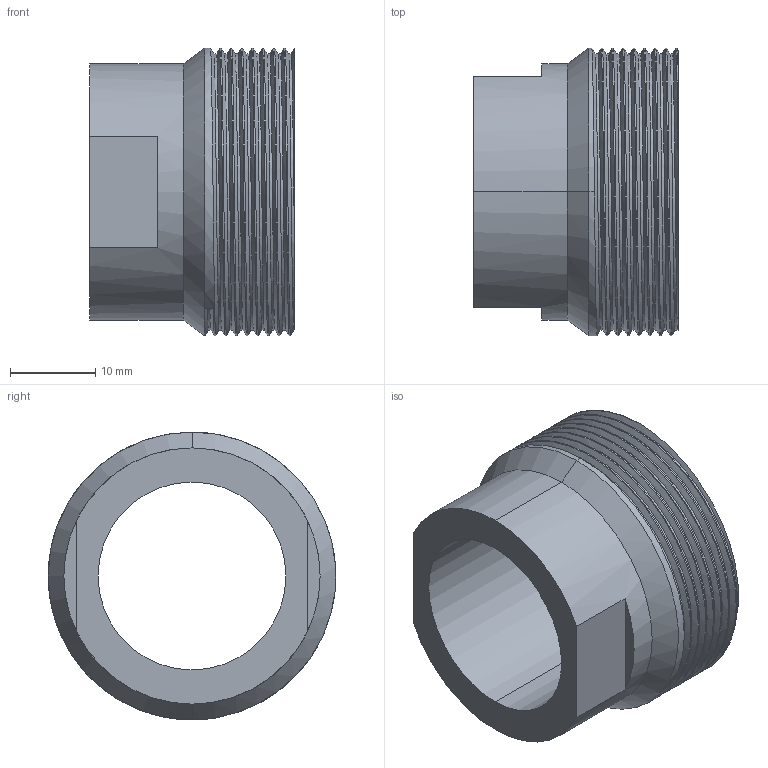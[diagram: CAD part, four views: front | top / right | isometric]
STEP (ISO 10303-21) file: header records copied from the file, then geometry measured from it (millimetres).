
FILE_DESCRIPTION (( 'STEP AP203' ), '1' );
FILE_NAME ('3D_R9366_15_17112310.STEP', '2024-08-20T07:15:37', ( '' ), ( '' ), 'SwSTEP 2.0', 'SolidWorks 2024', '' );
FILE_SCHEMA (( 'CONFIG_CONTROL_DESIGN' ));
Length unit declared in the file: millimetre
Products named in the file (1): 3D_R9366_15_17112310
Bounding box: 24 x 33.69 x 33.7 mm (x, y, z)
Volume: 9401.6 mm3; surface area: 5537.3 mm2
Topology: 1 solids, 1 shells, 34 faces, 92 edges, 60 vertices
Faces by surface type: cylinder 22, plane 7, bspline 3, cone 2
Entity records: 2744 total; most frequent: CARTESIAN_POINT 1931, ORIENTED_EDGE 184, DIRECTION 127, EDGE_CURVE 92, VERTEX_POINT 60, AXIS2_PLACEMENT_3D 48, EDGE_LOOP 36, ADVANCED_FACE 34
